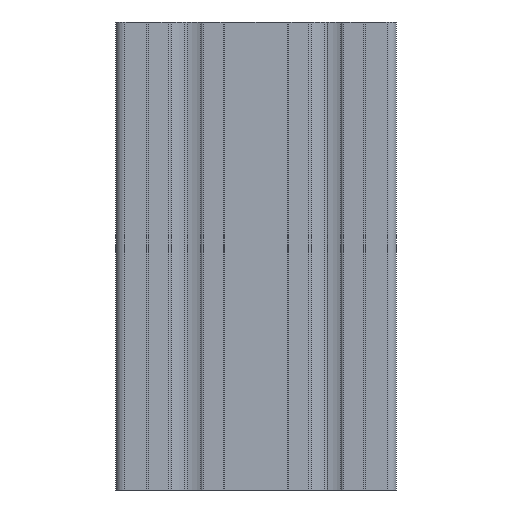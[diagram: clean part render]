
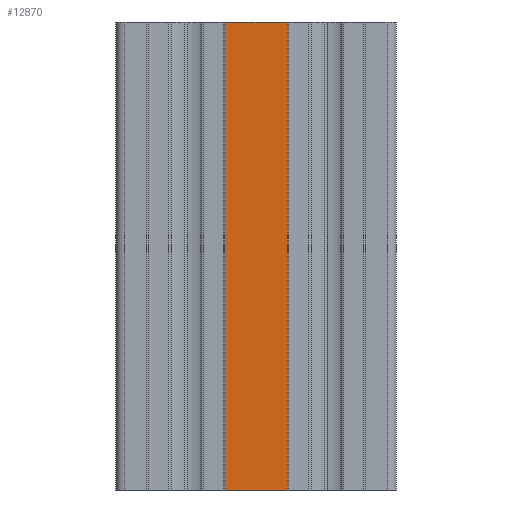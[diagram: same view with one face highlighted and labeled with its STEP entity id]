
A CAD part, left-side view. The second image highlights one B-rep face of the part: STEP entity #12870.
In plain terms, the highlighted planar face has unit normal (-1, 0, 0).
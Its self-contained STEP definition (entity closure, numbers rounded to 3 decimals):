
#12812=CARTESIAN_POINT('',(-301.574,-67.261,100.0));
#12813=VERTEX_POINT('',#12812);
#12821=CARTESIAN_POINT('',(-301.574,-67.261,0.0));
#12822=VERTEX_POINT('',#12821);
#12823=CARTESIAN_POINT('',(-301.574,-67.261,0.0));
#12824=DIRECTION('',(0.0,0.0,1.0));
#12825=VECTOR('',#12824,100.0);
#12826=LINE('',#12823,#12825);
#12827=EDGE_CURVE('',#12822,#12813,#12826,.T.);
#12840=CARTESIAN_POINT('',(-301.574,-60.586,0.0));
#12841=DIRECTION('',(-1.0,0.0,0.0));
#12842=DIRECTION('',(0.0,0.0,1.0));
#12843=AXIS2_PLACEMENT_3D('',#12840,#12841,#12842);
#12844=PLANE('',#12843);
#12845=CARTESIAN_POINT('',(-301.574,-53.91,100.0));
#12846=VERTEX_POINT('',#12845);
#12847=CARTESIAN_POINT('',(-301.574,-67.261,100.0));
#12848=DIRECTION('',(0.0,1.0,0.0));
#12849=VECTOR('',#12848,13.351);
#12850=LINE('',#12847,#12849);
#12851=EDGE_CURVE('',#12813,#12846,#12850,.T.);
#12852=ORIENTED_EDGE('',*,*,#12851,.T.);
#12853=CARTESIAN_POINT('',(-301.574,-53.91,0.0));
#12854=VERTEX_POINT('',#12853);
#12855=CARTESIAN_POINT('',(-301.574,-53.91,0.0));
#12856=DIRECTION('',(0.0,0.0,1.0));
#12857=VECTOR('',#12856,100.0);
#12858=LINE('',#12855,#12857);
#12859=EDGE_CURVE('',#12854,#12846,#12858,.T.);
#12860=ORIENTED_EDGE('',*,*,#12859,.F.);
#12861=CARTESIAN_POINT('',(-301.574,-53.91,0.0));
#12862=DIRECTION('',(0.0,-1.0,0.0));
#12863=VECTOR('',#12862,13.351);
#12864=LINE('',#12861,#12863);
#12865=EDGE_CURVE('',#12854,#12822,#12864,.T.);
#12866=ORIENTED_EDGE('',*,*,#12865,.T.);
#12867=ORIENTED_EDGE('',*,*,#12827,.T.);
#12868=EDGE_LOOP('',(#12852,#12860,#12866,#12867));
#12869=FACE_OUTER_BOUND('',#12868,.T.);
#12870=ADVANCED_FACE('',(#12869),#12844,.T.);
